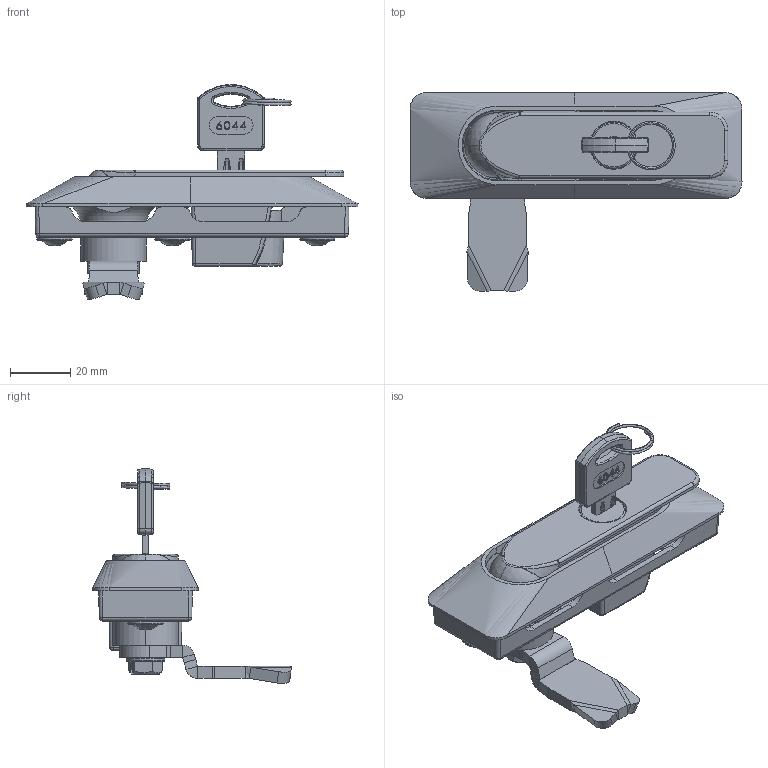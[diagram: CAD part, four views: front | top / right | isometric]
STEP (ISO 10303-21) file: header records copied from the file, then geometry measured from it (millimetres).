
FILE_DESCRIPTION (( 'STEP AP203' ), '1' );
FILE_NAME ('KI07.31.64.1.STEP', '2022-03-25T07:52:34', ( '' ), ( '' ), 'SwSTEP 2.0', 'SolidWorks 2021', '' );
FILE_SCHEMA (( 'CONFIG_CONTROL_DESIGN' ));
Length unit declared in the file: millimetre
Products named in the file (1): KI07.31.64.1
Bounding box: 110 x 65.81 x 71.18 mm (x, y, z)
Surface area: 27561.6 mm2 (no closed solid volume)
Topology: 0 solids, 17 shells, 662 faces, 2052 edges, 1402 vertices
Faces by surface type: plane 252, bspline 162, cylinder 119, torus 74, cone 39, sphere 16
Entity records: 32190 total; most frequent: CARTESIAN_POINT 15755, ORIENTED_EDGE 3522, DIRECTION 2884, EDGE_CURVE 2047, VERTEX_POINT 1400, AXIS2_PLACEMENT_3D 1013, VECTOR 858, LINE 858
